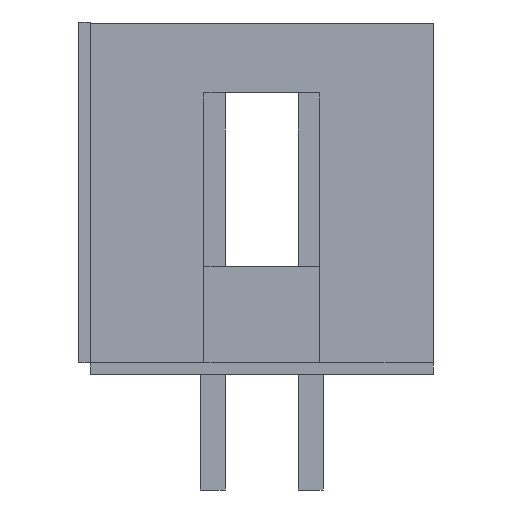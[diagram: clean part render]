
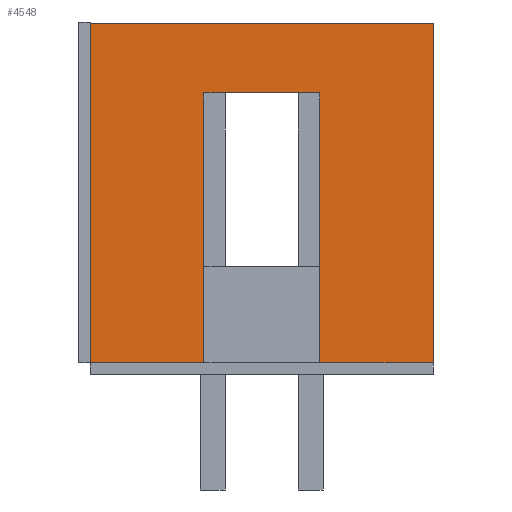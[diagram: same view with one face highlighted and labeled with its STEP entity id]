
A CAD part, left-side view. The second image highlights one B-rep face of the part: STEP entity #4548.
In plain terms, the highlighted planar face has unit normal (-1, 0, 0).
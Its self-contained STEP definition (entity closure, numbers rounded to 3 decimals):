
#536 = VERTEX_POINT ( 'NONE', #5885 ) ;
#537 = EDGE_CURVE ( 'NONE', #536, #616, #5875, .T. ) ;
#616 = VERTEX_POINT ( 'NONE', #5611 ) ;
#618 = EDGE_CURVE ( 'NONE', #616, #702, #5614, .T. ) ;
#643 = EDGE_CURVE ( 'NONE', #644, #645, #6167, .T. ) ;
#644 = VERTEX_POINT ( 'NONE', #6147 ) ;
#645 = VERTEX_POINT ( 'NONE', #6146 ) ;
#702 = VERTEX_POINT ( 'NONE', #6238 ) ;
#2490 = DIRECTION ( 'NONE',  ( 0., -1., 0. ) ) ;
#2491 = VECTOR ( 'NONE', #2490, 1000. ) ;
#2492 = CARTESIAN_POINT ( 'NONE',  ( 0., 0., 7. ) ) ;
#2493 = LINE ( 'NONE', #2492, #2491 ) ;
#2495 = LINE ( 'NONE', #2542, #2541 ) ;
#2496 = CARTESIAN_POINT ( 'NONE',  ( 0., 5.95, 7. ) ) ;
#2497 = LINE ( 'NONE', #2548, #2547 ) ;
#2498 = FACE_OUTER_BOUND ( 'NONE', #4556, .T. ) ;
#2515 = DIRECTION ( 'NONE',  ( 0., 0., 1. ) ) ;
#2516 = VECTOR ( 'NONE', #2515, 1000. ) ;
#2517 = CARTESIAN_POINT ( 'NONE',  ( 0., 5.95, 8.8 ) ) ;
#2522 = LINE ( 'NONE', #2517, #2516 ) ;
#2524 = LINE ( 'NONE', #2545, #2578 ) ;
#2538 = PLANE ( 'NONE',  #2543 ) ;
#2540 = DIRECTION ( 'NONE',  ( 0., -1., 0. ) ) ;
#2541 = VECTOR ( 'NONE', #2540, 1000. ) ;
#2542 = CARTESIAN_POINT ( 'NONE',  ( 0., 0., 8.8 ) ) ;
#2543 = AXIS2_PLACEMENT_3D ( 'NONE', #2583, #2582, #2581 ) ;
#2544 = DIRECTION ( 'NONE',  ( 0., 0., -1. ) ) ;
#2545 = CARTESIAN_POINT ( 'NONE',  ( 0., 2.95, 8.8 ) ) ;
#2546 = DIRECTION ( 'NONE',  ( 0., 0., -1. ) ) ;
#2547 = VECTOR ( 'NONE', #2546, 1000. ) ;
#2548 = CARTESIAN_POINT ( 'NONE',  ( 0., 0., 8.8 ) ) ;
#2549 = CARTESIAN_POINT ( 'NONE',  ( 0., 0., 8.8 ) ) ;
#2550 = CARTESIAN_POINT ( 'NONE',  ( 0., 2.95, 7. ) ) ;
#2578 = VECTOR ( 'NONE', #2544, 1000. ) ;
#2581 = DIRECTION ( 'NONE',  ( 0., 0., -1. ) ) ;
#2582 = DIRECTION ( 'NONE',  ( 1., 0., 0. ) ) ;
#2583 = CARTESIAN_POINT ( 'NONE',  ( 0., 0., 8.8 ) ) ;
#4480 = ORIENTED_EDGE ( 'NONE', *, *, #4540, .F. ) ;
#4519 = EDGE_CURVE ( 'NONE', #4537, #4552, #2493, .T. ) ;
#4529 = EDGE_CURVE ( 'NONE', #702, #4537, #2522, .T. ) ;
#4537 = VERTEX_POINT ( 'NONE', #2496 ) ;
#4540 = EDGE_CURVE ( 'NONE', #4541, #645, #2497, .T. ) ;
#4541 = VERTEX_POINT ( 'NONE', #2549 ) ;
#4542 = ORIENTED_EDGE ( 'NONE', *, *, #4543, .F. ) ;
#4543 = EDGE_CURVE ( 'NONE', #536, #4541, #2495, .T. ) ;
#4544 = ORIENTED_EDGE ( 'NONE', *, *, #618, .T. ) ;
#4545 = ORIENTED_EDGE ( 'NONE', *, *, #537, .T. ) ;
#4547 = ORIENTED_EDGE ( 'NONE', *, *, #4529, .T. ) ;
#4548 = ADVANCED_FACE ( 'NONE', ( #2498 ), #2538, .F. ) ;
#4549 = ORIENTED_EDGE ( 'NONE', *, *, #643, .T. ) ;
#4550 = EDGE_CURVE ( 'NONE', #4552, #644, #2524, .T. ) ;
#4552 = VERTEX_POINT ( 'NONE', #2550 ) ;
#4554 = ORIENTED_EDGE ( 'NONE', *, *, #4550, .T. ) ;
#4555 = ORIENTED_EDGE ( 'NONE', *, *, #4519, .T. ) ;
#4556 = EDGE_LOOP ( 'NONE', ( #4554, #4549, #4480, #4542, #4545, #4544, #4547, #4555 ) ) ;
#5611 = CARTESIAN_POINT ( 'NONE',  ( 0., 8.9, 0. ) ) ;
#5614 = LINE ( 'NONE', #5627, #5629 ) ;
#5626 = DIRECTION ( 'NONE',  ( 0., -1., 0. ) ) ;
#5627 = CARTESIAN_POINT ( 'NONE',  ( 0., 0., 0. ) ) ;
#5629 = VECTOR ( 'NONE', #5626, 1000. ) ;
#5872 = DIRECTION ( 'NONE',  ( 0., 0., -1. ) ) ;
#5873 = VECTOR ( 'NONE', #5872, 1000. ) ;
#5874 = CARTESIAN_POINT ( 'NONE',  ( 0., 8.9, 8.8 ) ) ;
#5875 = LINE ( 'NONE', #5874, #5873 ) ;
#5885 = CARTESIAN_POINT ( 'NONE',  ( 0., 8.9, 8.8 ) ) ;
#6146 = CARTESIAN_POINT ( 'NONE',  ( 0., 0., 0. ) ) ;
#6147 = CARTESIAN_POINT ( 'NONE',  ( 0., 2.95, 0. ) ) ;
#6156 = DIRECTION ( 'NONE',  ( 0., -1., 0. ) ) ;
#6157 = VECTOR ( 'NONE', #6156, 1000. ) ;
#6161 = CARTESIAN_POINT ( 'NONE',  ( 0., 0., 0. ) ) ;
#6167 = LINE ( 'NONE', #6161, #6157 ) ;
#6238 = CARTESIAN_POINT ( 'NONE',  ( 0., 5.95, 0. ) ) ;
